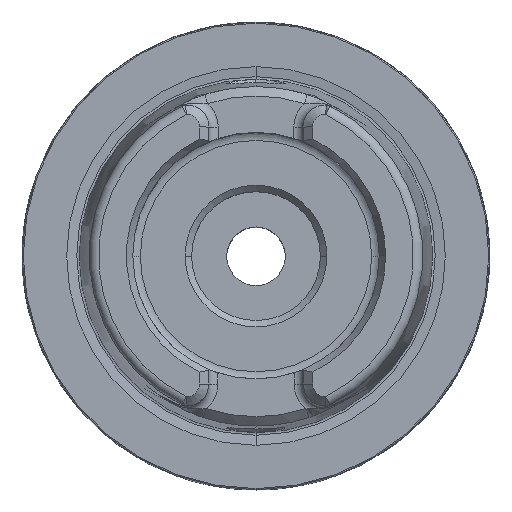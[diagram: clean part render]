
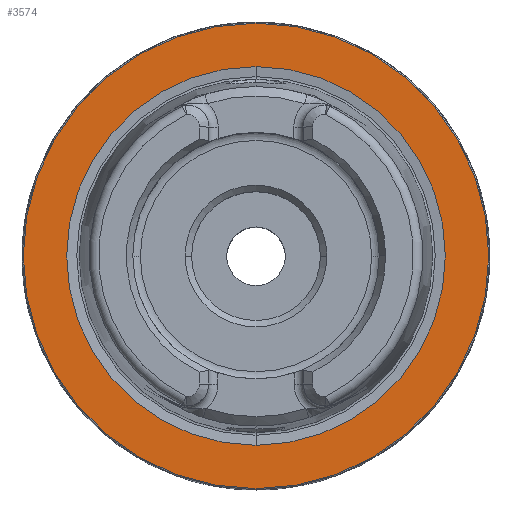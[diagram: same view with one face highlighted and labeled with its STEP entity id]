
A CAD part, top view. The second image highlights one B-rep face of the part: STEP entity #3574.
In plain terms, the highlighted planar face has unit normal (0, 0, 1).
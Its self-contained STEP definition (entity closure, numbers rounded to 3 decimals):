
#47 = DIRECTION ( 'NONE',  ( 0., 0., 1. ) ) ;
#690 = AXIS2_PLACEMENT_3D ( 'NONE', #6968, #47, #8124 ) ;
#960 = EDGE_LOOP ( 'NONE', ( #13234, #6574 ) ) ;
#1032 = EDGE_CURVE ( 'NONE', #3656, #6561, #10765, .T. ) ;
#1092 = AXIS2_PLACEMENT_3D ( 'NONE', #8039, #1132, #9188 ) ;
#1132 = DIRECTION ( 'NONE',  ( 0., 0., 1. ) ) ;
#2172 = DIRECTION ( 'NONE',  ( 0., 1., 0. ) ) ;
#3312 = DIRECTION ( 'NONE',  ( 0., 0., 1. ) ) ;
#3376 = CARTESIAN_POINT ( 'NONE',  ( 0., -19.875, 0. ) ) ;
#3554 = EDGE_CURVE ( 'NONE', #6561, #3656, #13867, .T. ) ;
#3574 = ADVANCED_FACE ( 'NONE', ( #10816, #4691 ), #5540, .T. ) ;
#3656 = VERTEX_POINT ( 'NONE', #5687 ) ;
#3757 = EDGE_CURVE ( 'NONE', #11300, #4249, #9353, .T. ) ;
#4104 = AXIS2_PLACEMENT_3D ( 'NONE', #11267, #4377, #12433 ) ;
#4249 = VERTEX_POINT ( 'NONE', #3376 ) ;
#4377 = DIRECTION ( 'NONE',  ( 0., 0., -1. ) ) ;
#4403 = DIRECTION ( 'NONE',  ( 0., 0., -1. ) ) ;
#4691 = FACE_BOUND ( 'NONE', #12616, .T. ) ;
#5102 = ORIENTED_EDGE ( 'NONE', *, *, #1032, .T. ) ;
#5390 = EDGE_CURVE ( 'NONE', #4249, #11300, #14772, .T. ) ;
#5540 = PLANE ( 'NONE',  #11817 ) ;
#5597 = ORIENTED_EDGE ( 'NONE', *, *, #3554, .T. ) ;
#5687 = CARTESIAN_POINT ( 'NONE',  ( 0., -16.169, 0. ) ) ;
#6561 = VERTEX_POINT ( 'NONE', #13392 ) ;
#6574 = ORIENTED_EDGE ( 'NONE', *, *, #3757, .T. ) ;
#6968 = CARTESIAN_POINT ( 'NONE',  ( 0., 0., 0. ) ) ;
#8039 = CARTESIAN_POINT ( 'NONE',  ( 0., 0., 0. ) ) ;
#8124 = DIRECTION ( 'NONE',  ( 0., -1., 0. ) ) ;
#9012 = CARTESIAN_POINT ( 'NONE',  ( 0., 19.875, 0. ) ) ;
#9188 = DIRECTION ( 'NONE',  ( 0., -1., 0. ) ) ;
#9353 = CIRCLE ( 'NONE', #690, 19.875 ) ;
#10218 = CARTESIAN_POINT ( 'NONE',  ( 0., 19.975, 0. ) ) ;
#10735 = AXIS2_PLACEMENT_3D ( 'NONE', #13560, #4403, #2172 ) ;
#10765 = CIRCLE ( 'NONE', #10735, 16.169 ) ;
#10816 = FACE_OUTER_BOUND ( 'NONE', #960, .T. ) ;
#11267 = CARTESIAN_POINT ( 'NONE',  ( 0., 0., 0. ) ) ;
#11300 = VERTEX_POINT ( 'NONE', #9012 ) ;
#11371 = DIRECTION ( 'NONE',  ( 0., -1., 0. ) ) ;
#11817 = AXIS2_PLACEMENT_3D ( 'NONE', #10218, #3312, #11371 ) ;
#12433 = DIRECTION ( 'NONE',  ( 0., 1., 0. ) ) ;
#12616 = EDGE_LOOP ( 'NONE', ( #5102, #5597 ) ) ;
#13234 = ORIENTED_EDGE ( 'NONE', *, *, #5390, .T. ) ;
#13392 = CARTESIAN_POINT ( 'NONE',  ( 0., 16.169, 0. ) ) ;
#13560 = CARTESIAN_POINT ( 'NONE',  ( 0., 0., 0. ) ) ;
#13867 = CIRCLE ( 'NONE', #4104, 16.169 ) ;
#14772 = CIRCLE ( 'NONE', #1092, 19.875 ) ;
